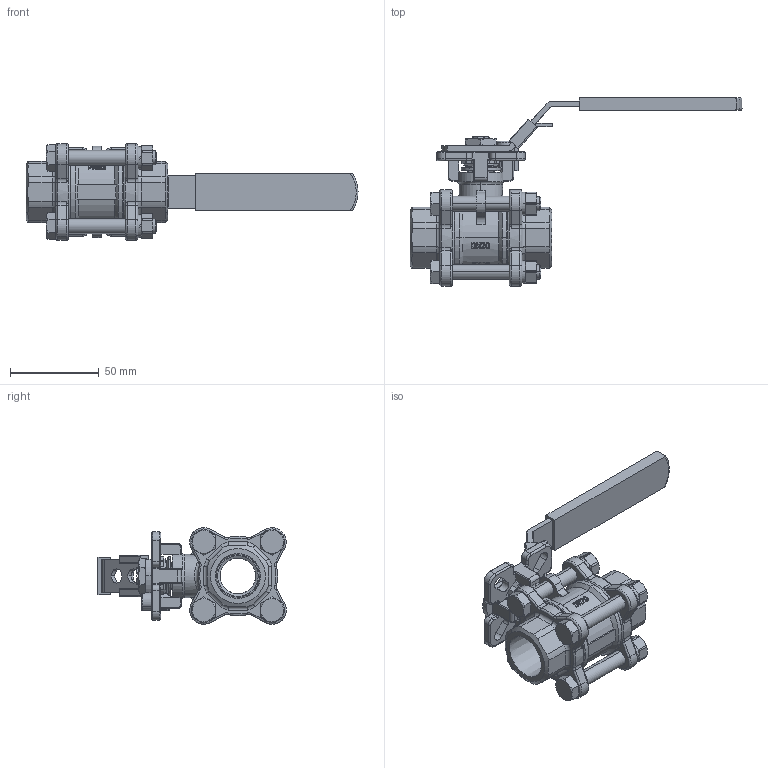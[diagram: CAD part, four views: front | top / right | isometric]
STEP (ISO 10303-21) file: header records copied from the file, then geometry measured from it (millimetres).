
FILE_DESCRIPTION (( 'STEP AP203' ), '1' );
FILE_NAME ('×°ÅäÌå0.75-900131450048603.SLDASM.SLDPRT.STEP', '2024-10-23T09:11:59', ( '2023' ), ( '' ), 'SwSTEP 2.0', 'SolidWorks 2013', '' );
FILE_SCHEMA (( 'CONFIG_CONTROL_DESIGN' ));
Length unit declared in the file: millimetre
Products named in the file (1): 蚾饜极0.75-900131450048603.SLDASM.SLDPRT
Bounding box: 187.44 x 106.37 x 54.54 mm (x, y, z)
Volume: 140846.9 mm3; surface area: 73967.5 mm2
Topology: 27 solids, 27 shells, 1466 faces, 3675 edges, 2311 vertices
Faces by surface type: plane 544, cylinder 411, cone 227, bspline 156, torus 123, sphere 5
Entity records: 70373 total; most frequent: CARTESIAN_POINT 36301, ORIENTED_EDGE 7330, DIRECTION 6711, EDGE_CURVE 3665, AXIS2_PLACEMENT_3D 2532, VERTEX_POINT 2307, LINE 1647, VECTOR 1647
